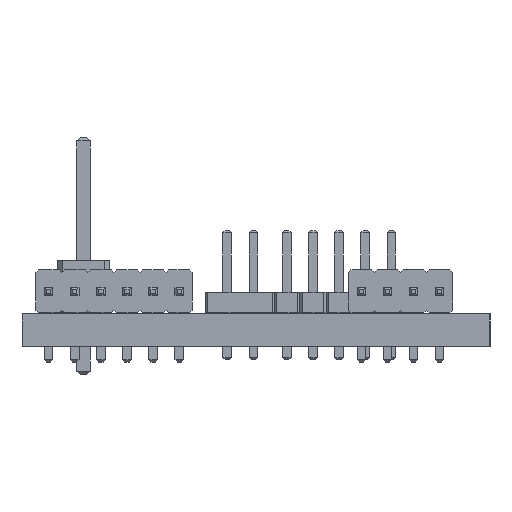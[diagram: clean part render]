
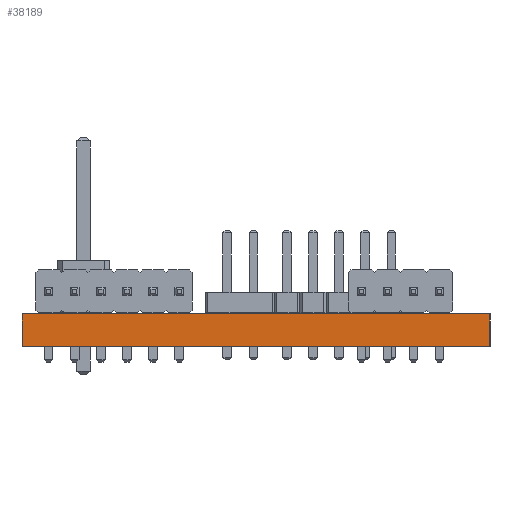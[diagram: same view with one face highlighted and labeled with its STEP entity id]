
A CAD part, left-side view. The second image highlights one B-rep face of the part: STEP entity #38189.
In plain terms, the highlighted planar face has unit normal (-1, 0, 0).
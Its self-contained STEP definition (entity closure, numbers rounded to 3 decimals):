
#38008 = PLANE('',#38009);
#38009 = AXIS2_PLACEMENT_3D('',#38010,#38011,#38012);
#38010 = CARTESIAN_POINT('',(143.002,-99.822,0.));
#38011 = DIRECTION('',(0.,-1.,0.));
#38012 = DIRECTION('',(-1.,0.,0.));
#38033 = VERTEX_POINT('',#38034);
#38034 = CARTESIAN_POINT('',(118.55,-99.822,1.6));
#38048 = PLANE('',#38049);
#38049 = AXIS2_PLACEMENT_3D('',#38050,#38051,#38052);
#38050 = CARTESIAN_POINT('',(130.776,-88.411,1.6));
#38051 = DIRECTION('',(-0.,-0.,-1.));
#38052 = DIRECTION('',(-1.,0.,0.));
#38060 = EDGE_CURVE('',#38061,#38033,#38063,.T.);
#38061 = VERTEX_POINT('',#38062);
#38062 = CARTESIAN_POINT('',(118.55,-99.822,0.));
#38063 = SURFACE_CURVE('',#38064,(#38068,#38075),.PCURVE_S1.);
#38064 = LINE('',#38065,#38066);
#38065 = CARTESIAN_POINT('',(118.55,-99.822,0.));
#38066 = VECTOR('',#38067,1.);
#38067 = DIRECTION('',(0.,0.,1.));
#38068 = PCURVE('',#38008,#38069);
#38069 = DEFINITIONAL_REPRESENTATION('',(#38070),#38074);
#38070 = LINE('',#38071,#38072);
#38071 = CARTESIAN_POINT('',(24.452,0.));
#38072 = VECTOR('',#38073,1.);
#38073 = DIRECTION('',(0.,-1.));
#38074 = ( GEOMETRIC_REPRESENTATION_CONTEXT(2) 
PARAMETRIC_REPRESENTATION_CONTEXT() REPRESENTATION_CONTEXT('2D SPACE',''
  ) );
#38075 = PCURVE('',#38076,#38081);
#38076 = PLANE('',#38077);
#38077 = AXIS2_PLACEMENT_3D('',#38078,#38079,#38080);
#38078 = CARTESIAN_POINT('',(118.55,-99.822,0.));
#38079 = DIRECTION('',(-1.,0.,0.));
#38080 = DIRECTION('',(0.,1.,0.));
#38081 = DEFINITIONAL_REPRESENTATION('',(#38082),#38086);
#38082 = LINE('',#38083,#38084);
#38083 = CARTESIAN_POINT('',(0.,0.));
#38084 = VECTOR('',#38085,1.);
#38085 = DIRECTION('',(0.,-1.));
#38086 = ( GEOMETRIC_REPRESENTATION_CONTEXT(2) 
PARAMETRIC_REPRESENTATION_CONTEXT() REPRESENTATION_CONTEXT('2D SPACE',''
  ) );
#38102 = PLANE('',#38103);
#38103 = AXIS2_PLACEMENT_3D('',#38104,#38105,#38106);
#38104 = CARTESIAN_POINT('',(130.776,-88.411,0.));
#38105 = DIRECTION('',(-0.,-0.,-1.));
#38106 = DIRECTION('',(-1.,0.,0.));
#38135 = PLANE('',#38136);
#38136 = AXIS2_PLACEMENT_3D('',#38137,#38138,#38139);
#38137 = CARTESIAN_POINT('',(118.55,-77.,0.));
#38138 = DIRECTION('',(0.,1.,0.));
#38139 = DIRECTION('',(1.,0.,0.));
#38189 = ADVANCED_FACE('',(#38190),#38076,.T.);
#38190 = FACE_BOUND('',#38191,.T.);
#38191 = EDGE_LOOP('',(#38192,#38193,#38216,#38239));
#38192 = ORIENTED_EDGE('',*,*,#38060,.T.);
#38193 = ORIENTED_EDGE('',*,*,#38194,.T.);
#38194 = EDGE_CURVE('',#38033,#38195,#38197,.T.);
#38195 = VERTEX_POINT('',#38196);
#38196 = CARTESIAN_POINT('',(118.55,-77.,1.6));
#38197 = SURFACE_CURVE('',#38198,(#38202,#38209),.PCURVE_S1.);
#38198 = LINE('',#38199,#38200);
#38199 = CARTESIAN_POINT('',(118.55,-99.822,1.6));
#38200 = VECTOR('',#38201,1.);
#38201 = DIRECTION('',(0.,1.,0.));
#38202 = PCURVE('',#38076,#38203);
#38203 = DEFINITIONAL_REPRESENTATION('',(#38204),#38208);
#38204 = LINE('',#38205,#38206);
#38205 = CARTESIAN_POINT('',(0.,-1.6));
#38206 = VECTOR('',#38207,1.);
#38207 = DIRECTION('',(1.,0.));
#38208 = ( GEOMETRIC_REPRESENTATION_CONTEXT(2) 
PARAMETRIC_REPRESENTATION_CONTEXT() REPRESENTATION_CONTEXT('2D SPACE',''
  ) );
#38209 = PCURVE('',#38048,#38210);
#38210 = DEFINITIONAL_REPRESENTATION('',(#38211),#38215);
#38211 = LINE('',#38212,#38213);
#38212 = CARTESIAN_POINT('',(12.226,-11.411));
#38213 = VECTOR('',#38214,1.);
#38214 = DIRECTION('',(0.,1.));
#38215 = ( GEOMETRIC_REPRESENTATION_CONTEXT(2) 
PARAMETRIC_REPRESENTATION_CONTEXT() REPRESENTATION_CONTEXT('2D SPACE',''
  ) );
#38216 = ORIENTED_EDGE('',*,*,#38217,.F.);
#38217 = EDGE_CURVE('',#38218,#38195,#38220,.T.);
#38218 = VERTEX_POINT('',#38219);
#38219 = CARTESIAN_POINT('',(118.55,-77.,0.));
#38220 = SURFACE_CURVE('',#38221,(#38225,#38232),.PCURVE_S1.);
#38221 = LINE('',#38222,#38223);
#38222 = CARTESIAN_POINT('',(118.55,-77.,0.));
#38223 = VECTOR('',#38224,1.);
#38224 = DIRECTION('',(0.,0.,1.));
#38225 = PCURVE('',#38076,#38226);
#38226 = DEFINITIONAL_REPRESENTATION('',(#38227),#38231);
#38227 = LINE('',#38228,#38229);
#38228 = CARTESIAN_POINT('',(22.822,0.));
#38229 = VECTOR('',#38230,1.);
#38230 = DIRECTION('',(0.,-1.));
#38231 = ( GEOMETRIC_REPRESENTATION_CONTEXT(2) 
PARAMETRIC_REPRESENTATION_CONTEXT() REPRESENTATION_CONTEXT('2D SPACE',''
  ) );
#38232 = PCURVE('',#38135,#38233);
#38233 = DEFINITIONAL_REPRESENTATION('',(#38234),#38238);
#38234 = LINE('',#38235,#38236);
#38235 = CARTESIAN_POINT('',(0.,0.));
#38236 = VECTOR('',#38237,1.);
#38237 = DIRECTION('',(0.,-1.));
#38238 = ( GEOMETRIC_REPRESENTATION_CONTEXT(2) 
PARAMETRIC_REPRESENTATION_CONTEXT() REPRESENTATION_CONTEXT('2D SPACE',''
  ) );
#38239 = ORIENTED_EDGE('',*,*,#38240,.F.);
#38240 = EDGE_CURVE('',#38061,#38218,#38241,.T.);
#38241 = SURFACE_CURVE('',#38242,(#38246,#38253),.PCURVE_S1.);
#38242 = LINE('',#38243,#38244);
#38243 = CARTESIAN_POINT('',(118.55,-99.822,0.));
#38244 = VECTOR('',#38245,1.);
#38245 = DIRECTION('',(0.,1.,0.));
#38246 = PCURVE('',#38076,#38247);
#38247 = DEFINITIONAL_REPRESENTATION('',(#38248),#38252);
#38248 = LINE('',#38249,#38250);
#38249 = CARTESIAN_POINT('',(0.,0.));
#38250 = VECTOR('',#38251,1.);
#38251 = DIRECTION('',(1.,0.));
#38252 = ( GEOMETRIC_REPRESENTATION_CONTEXT(2) 
PARAMETRIC_REPRESENTATION_CONTEXT() REPRESENTATION_CONTEXT('2D SPACE',''
  ) );
#38253 = PCURVE('',#38102,#38254);
#38254 = DEFINITIONAL_REPRESENTATION('',(#38255),#38259);
#38255 = LINE('',#38256,#38257);
#38256 = CARTESIAN_POINT('',(12.226,-11.411));
#38257 = VECTOR('',#38258,1.);
#38258 = DIRECTION('',(0.,1.));
#38259 = ( GEOMETRIC_REPRESENTATION_CONTEXT(2) 
PARAMETRIC_REPRESENTATION_CONTEXT() REPRESENTATION_CONTEXT('2D SPACE',''
  ) );
